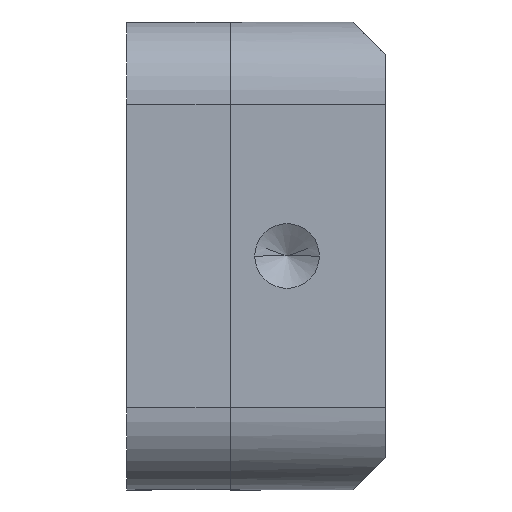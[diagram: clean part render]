
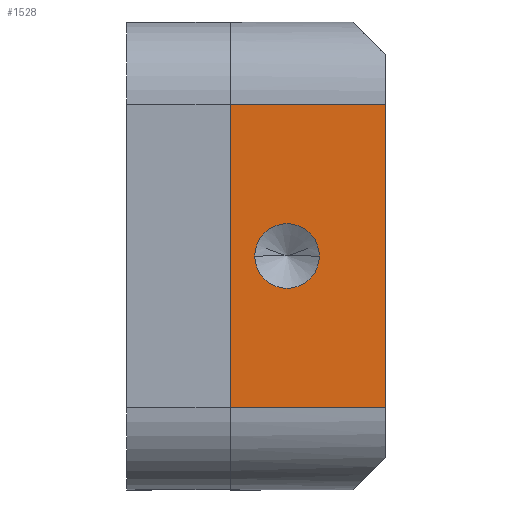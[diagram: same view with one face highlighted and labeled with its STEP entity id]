
A CAD part, left-side view. The second image highlights one B-rep face of the part: STEP entity #1528.
In plain terms, the highlighted planar face has unit normal (-1, 0, 0).
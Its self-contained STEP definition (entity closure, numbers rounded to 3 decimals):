
#11 = LINE ( 'NONE', #1463, #803 ) ;
#41 = LINE ( 'NONE', #475, #405 ) ;
#73 = VERTEX_POINT ( 'NONE', #1679 ) ;
#79 = EDGE_LOOP ( 'NONE', ( #484, #1628 ) ) ;
#118 = CIRCLE ( 'NONE', #1813, 1.25 ) ;
#183 = VERTEX_POINT ( 'NONE', #687 ) ;
#248 = LINE ( 'NONE', #1430, #1650 ) ;
#405 = VECTOR ( 'NONE', #877, 1000. ) ;
#427 = EDGE_CURVE ( 'NONE', #648, #1194, #41, .T. ) ;
#428 = ORIENTED_EDGE ( 'NONE', *, *, #1422, .T. ) ;
#431 = DIRECTION ( 'NONE',  ( 0., -1., 0. ) ) ;
#438 = DIRECTION ( 'NONE',  ( 0., 0., -1. ) ) ;
#475 = CARTESIAN_POINT ( 'NONE',  ( -29.05, -5.875, 6. ) ) ;
#484 = ORIENTED_EDGE ( 'NONE', *, *, #1074, .F. ) ;
#522 = VERTEX_POINT ( 'NONE', #1094 ) ;
#625 = CARTESIAN_POINT ( 'NONE',  ( -29.05, 0., 3.8 ) ) ;
#648 = VERTEX_POINT ( 'NONE', #1124 ) ;
#687 = CARTESIAN_POINT ( 'NONE',  ( -29.05, 5.875, 6. ) ) ;
#747 = VECTOR ( 'NONE', #438, 1000. ) ;
#777 = EDGE_CURVE ( 'NONE', #183, #73, #1325, .T. ) ;
#803 = VECTOR ( 'NONE', #431, 1000. ) ;
#847 = FACE_BOUND ( 'NONE', #79, .T. ) ;
#856 = PLANE ( 'NONE',  #1812 ) ;
#877 = DIRECTION ( 'NONE',  ( 0., 0., 1. ) ) ;
#883 = ORIENTED_EDGE ( 'NONE', *, *, #427, .T. ) ;
#889 = CARTESIAN_POINT ( 'NONE',  ( -29.05, 5.875, 6. ) ) ;
#957 = CARTESIAN_POINT ( 'NONE',  ( -29.05, 0., 3.8 ) ) ;
#970 = DIRECTION ( 'NONE',  ( 0., 0., 1. ) ) ;
#1017 = DIRECTION ( 'NONE',  ( 0., 0., -1. ) ) ;
#1064 = EDGE_CURVE ( 'NONE', #1803, #522, #118, .T. ) ;
#1074 = EDGE_CURVE ( 'NONE', #522, #1803, #1213, .T. ) ;
#1094 = CARTESIAN_POINT ( 'NONE',  ( -29.05, 0., 5.05 ) ) ;
#1124 = CARTESIAN_POINT ( 'NONE',  ( -29.05, -5.875, 0. ) ) ;
#1130 = DIRECTION ( 'NONE',  ( -1., 0., 0. ) ) ;
#1194 = VERTEX_POINT ( 'NONE', #1433 ) ;
#1206 = DIRECTION ( 'NONE',  ( -1., 0., 0. ) ) ;
#1213 = CIRCLE ( 'NONE', #1862, 1.25 ) ;
#1268 = DIRECTION ( 'NONE',  ( 0., -1., 0. ) ) ;
#1280 = FACE_OUTER_BOUND ( 'NONE', #1658, .T. ) ;
#1325 = LINE ( 'NONE', #889, #747 ) ;
#1369 = DIRECTION ( 'NONE',  ( 0., 0., 1. ) ) ;
#1409 = CARTESIAN_POINT ( 'NONE',  ( -29.05, 0., 2.55 ) ) ;
#1414 = ORIENTED_EDGE ( 'NONE', *, *, #1645, .F. ) ;
#1422 = EDGE_CURVE ( 'NONE', #73, #648, #11, .T. ) ;
#1430 = CARTESIAN_POINT ( 'NONE',  ( -29.05, -9.05, 6. ) ) ;
#1433 = CARTESIAN_POINT ( 'NONE',  ( -29.05, -5.875, 6. ) ) ;
#1463 = CARTESIAN_POINT ( 'NONE',  ( -29.05, -9.05, 0. ) ) ;
#1528 = ADVANCED_FACE ( 'NONE', ( #847, #1280 ), #856, .F. ) ;
#1574 = DIRECTION ( 'NONE',  ( 1., 0., 0. ) ) ;
#1628 = ORIENTED_EDGE ( 'NONE', *, *, #1064, .F. ) ;
#1634 = ORIENTED_EDGE ( 'NONE', *, *, #777, .T. ) ;
#1645 = EDGE_CURVE ( 'NONE', #183, #1194, #248, .T. ) ;
#1650 = VECTOR ( 'NONE', #1268, 1000. ) ;
#1658 = EDGE_LOOP ( 'NONE', ( #1414, #1634, #428, #883 ) ) ;
#1679 = CARTESIAN_POINT ( 'NONE',  ( -29.05, 5.875, 0. ) ) ;
#1730 = CARTESIAN_POINT ( 'NONE',  ( -29.05, -9.05, 6. ) ) ;
#1803 = VERTEX_POINT ( 'NONE', #1409 ) ;
#1812 = AXIS2_PLACEMENT_3D ( 'NONE', #1730, #1574, #1017 ) ;
#1813 = AXIS2_PLACEMENT_3D ( 'NONE', #625, #1206, #1369 ) ;
#1862 = AXIS2_PLACEMENT_3D ( 'NONE', #957, #1130, #970 ) ;
